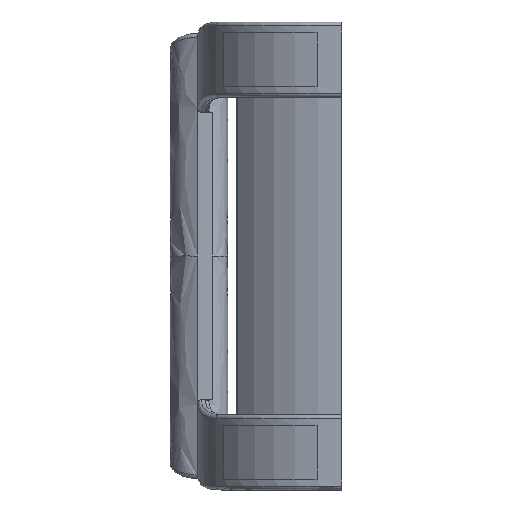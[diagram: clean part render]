
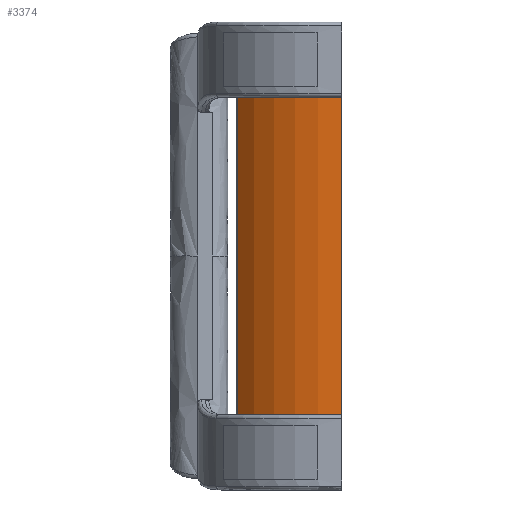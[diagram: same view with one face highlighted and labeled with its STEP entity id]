
A CAD part, left-side view. The second image highlights one B-rep face of the part: STEP entity #3374.
In plain terms, the highlighted cylindrical face has radius 68.857 mm (diameter 137.714 mm), a partial arc.
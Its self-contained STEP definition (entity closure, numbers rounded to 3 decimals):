
#1501=CARTESIAN_POINT('',(53.857,0.,-80.));
#1502=DIRECTION('',(0.,0.,1.));
#1503=DIRECTION('',(-0.642,0.766,0.));
#1504=AXIS2_PLACEMENT_3D('',#1501,#1502,#1503);
#1532=DIRECTION('',(0.,0.,-1.));
#1533=VECTOR('',#1532,160.);
#1534=CARTESIAN_POINT('',(9.631,52.777,80.));
#1535=LINE('',#1534,#1533);
#1562=DIRECTION('',(0.,0.,-1.));
#1563=VECTOR('',#1562,160.);
#1564=CARTESIAN_POINT('',(-15.,0.,80.));
#1565=LINE('',#1564,#1563);
#1569=CARTESIAN_POINT('',(53.857,0.,80.));
#1570=DIRECTION('',(0.,0.,1.));
#1571=DIRECTION('',(-0.642,0.766,0.));
#1572=AXIS2_PLACEMENT_3D('',#1569,#1570,#1571);
#2026=CARTESIAN_POINT('',(-15.,0.,80.));
#2027=VERTEX_POINT('',#2026);
#2030=CARTESIAN_POINT('',(9.631,52.777,80.));
#2031=VERTEX_POINT('',#2030);
#2052=CARTESIAN_POINT('',(-15.,0.,-80.));
#2053=VERTEX_POINT('',#2052);
#2132=CARTESIAN_POINT('',(9.631,52.777,-80.));
#2133=VERTEX_POINT('',#2132);
#3362=CARTESIAN_POINT('',(53.857,0.,0.));
#3363=DIRECTION('',(0.,0.,-1.));
#3364=DIRECTION('',(-1.,0.,0.));
#3365=AXIS2_PLACEMENT_3D('',#3362,#3363,#3364);
#3366=CYLINDRICAL_SURFACE('',#3365,68.857);
#3367=ORIENTED_EDGE('',*,*,#3353,.F.);
#3369=ORIENTED_EDGE('',*,*,#3368,.T.);
#3370=ORIENTED_EDGE('',*,*,#2708,.T.);
#3371=ORIENTED_EDGE('',*,*,#3320,.F.);
#3372=EDGE_LOOP('',(#3367,#3369,#3370,#3371));
#3373=FACE_OUTER_BOUND('',#3372,.F.);
#1505=CIRCLE('',#1504,68.857);
#1573=CIRCLE('',#1572,68.857);
#2708=EDGE_CURVE('',#2027,#2053,#1565,.T.);
#3320=EDGE_CURVE('',#2133,#2053,#1505,.T.);
#3353=EDGE_CURVE('',#2031,#2133,#1535,.T.);
#3368=EDGE_CURVE('',#2031,#2027,#1573,.T.);
#3374=ADVANCED_FACE('',(#3373),#3366,.T.);
